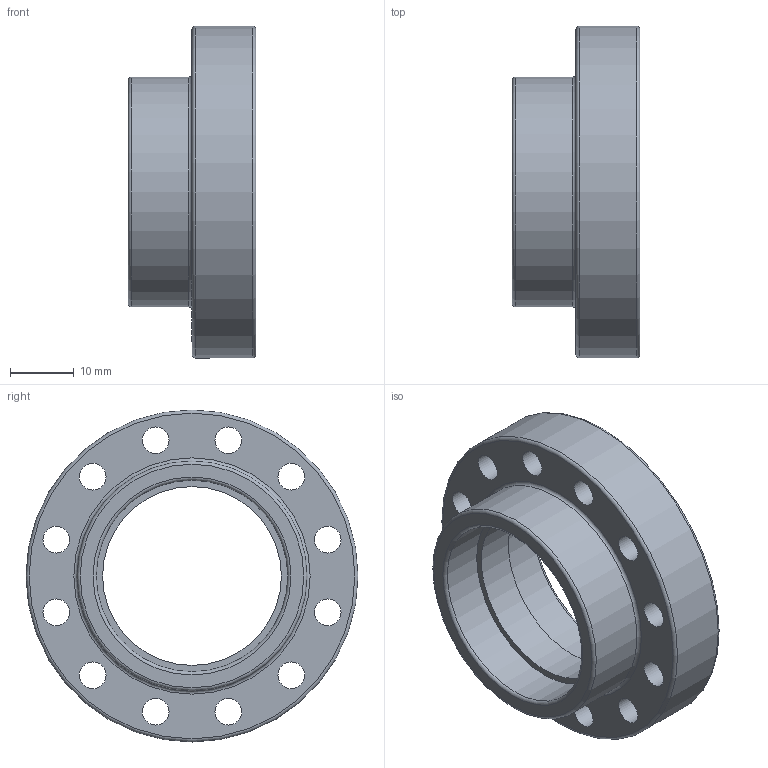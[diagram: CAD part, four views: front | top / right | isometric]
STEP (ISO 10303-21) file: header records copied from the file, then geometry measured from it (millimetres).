
FILE_DESCRIPTION(('FreeCAD Model'),'2;1');
FILE_NAME('Open CASCADE Shape Model','2021-12-09T13:59:55',('Author'),( ''),'Open CASCADE STEP processor 7.4','FreeCAD','Unknown');
FILE_SCHEMA(('AUTOMOTIVE_DESIGN { 1 0 10303 214 1 1 1 1 }'));
Length unit declared in the file: millimetre
Products named in the file (1): _BaseWheel_V3_001
Bounding box: 20 x 52 x 52 mm (x, y, z)
Volume: 16135.3 mm3; surface area: 8719.5 mm2
Topology: 1 solids, 1 shells, 28 faces, 63 edges, 40 vertices
Faces by surface type: cylinder 17, torus 6, plane 5
Full cylindrical faces by diameter (mm): 4.2 x12, 28 x1, 30 x2, 36 x1, 52 x1
Entity records: 1743 total; most frequent: CARTESIAN_POINT 348, DIRECTION 278, ORIENTED_EDGE 126, PCURVE 126, DEFINITIONAL_REPRESENTATION 126, LINE 109, VECTOR 109, AXIS2_PLACEMENT_3D 75
